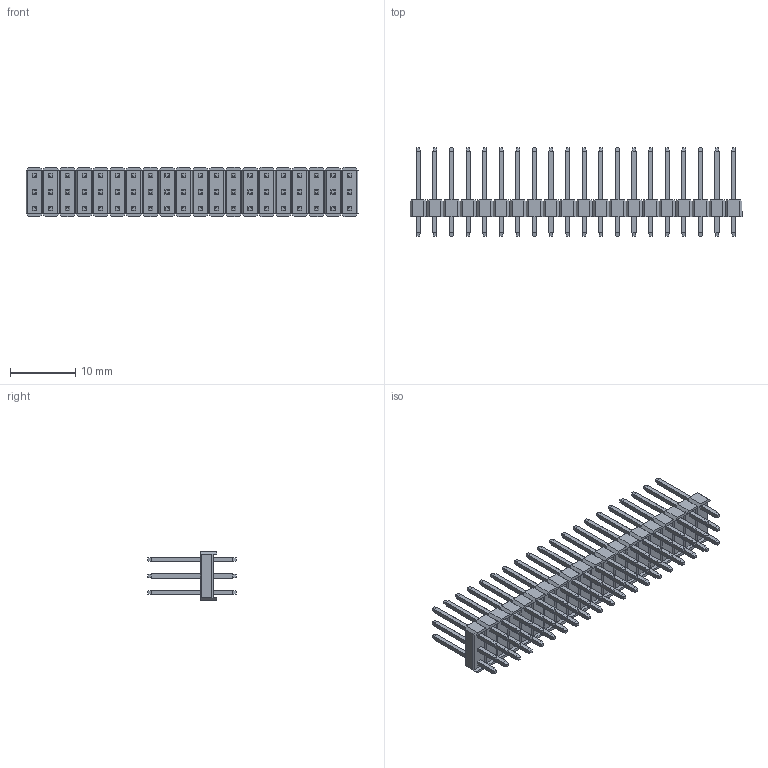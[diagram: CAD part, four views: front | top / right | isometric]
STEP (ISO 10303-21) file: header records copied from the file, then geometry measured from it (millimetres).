
FILE_DESCRIPTION (( 'STEP AP214' ), '1' );
FILE_NAME ('3x20 Male Pin Header.STEP', '2018-11-17T18:51:22', ( 'M.B.I.' ), ( '' ), 'SwSTEP 2.0', '', '' );
FILE_SCHEMA (( 'AUTOMOTIVE_DESIGN' ));
Length unit declared in the file: millimetre
Products named in the file (1): 3x20 Male Pin Header
Bounding box: 50.8 x 13.54 x 7.5 mm (x, y, z)
Volume: 1032.7 mm3; surface area: 3498.9 mm2
Topology: 61 solids, 61 shells, 1488 faces, 3574 edges, 2208 vertices
Faces by surface type: plane 1488
Entity records: 42400 total; most frequent: CARTESIAN_POINT 7271, ORIENTED_EDGE 7148, DIRECTION 6552, VECTOR 3574, EDGE_CURVE 3574, LINE 3574, VERTEX_POINT 2208, EDGE_LOOP 1608
